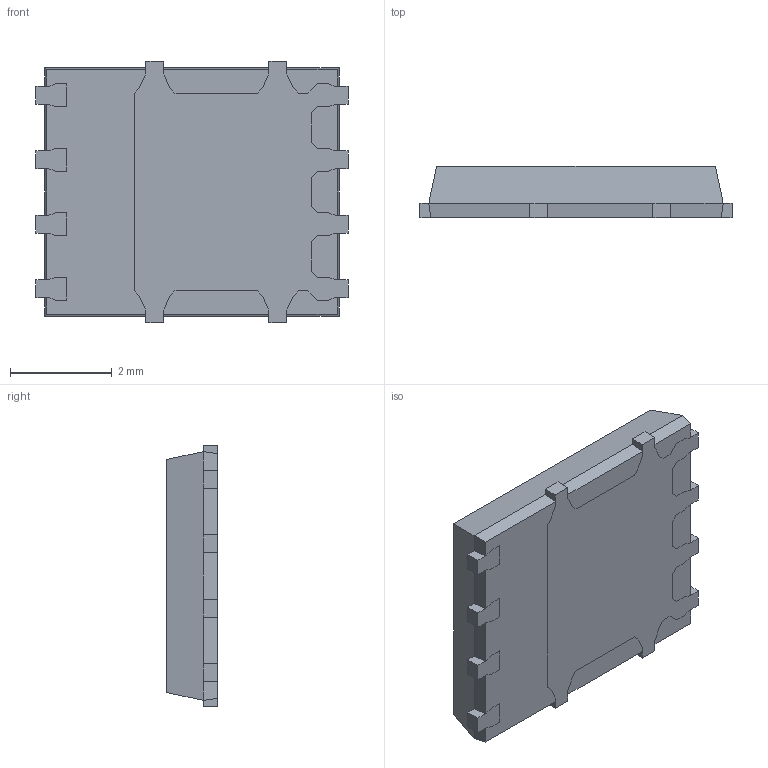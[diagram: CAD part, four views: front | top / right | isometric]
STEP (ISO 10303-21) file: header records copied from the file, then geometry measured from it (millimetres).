
FILE_DESCRIPTION (( 'STEP AP214' ), '1' );
FILE_NAME ('DMT6004LPS-13.STEP', '2023-12-28T13:36:01', ( '' ), ( '' ), 'SwSTEP 2.0', 'SolidWorks 2021', '' );
FILE_SCHEMA (( 'AUTOMOTIVE_DESIGN' ));
Length unit declared in the file: millimetre
Products named in the file (1): DMT6004LPS-13
Bounding box: 6.15 x 1 x 5.15 mm (x, y, z)
Volume: 27.3 mm3; surface area: 123.4 mm2
Topology: 7 solids, 7 shells, 247 faces, 668 edges, 436 vertices
Faces by surface type: plane 243, cylinder 4
Entity records: 7654 total; most frequent: CARTESIAN_POINT 1352, ORIENTED_EDGE 1336, DIRECTION 1172, EDGE_CURVE 668, VECTOR 660, LINE 660, VERTEX_POINT 436, AXIS2_PLACEMENT_3D 256
